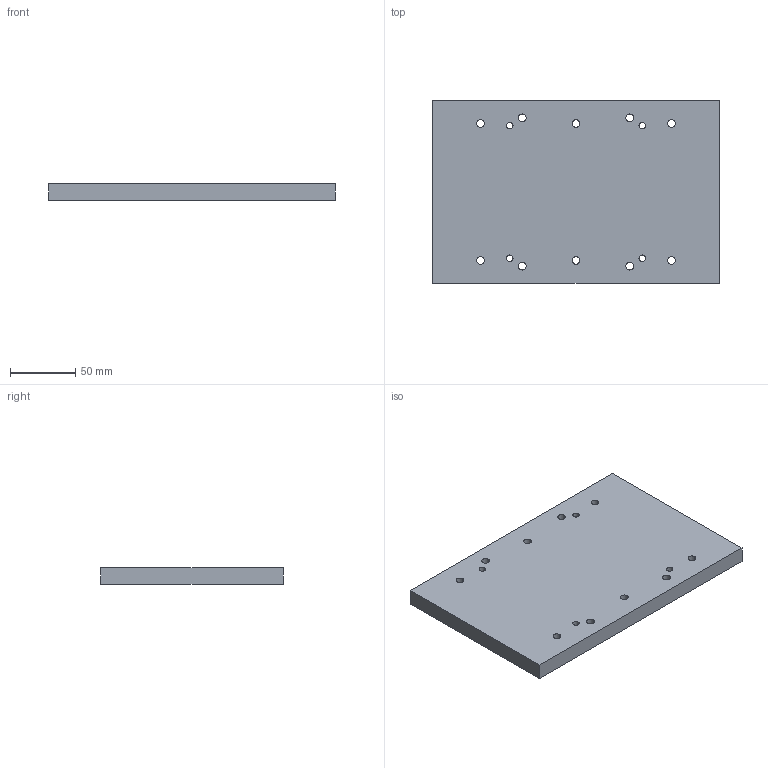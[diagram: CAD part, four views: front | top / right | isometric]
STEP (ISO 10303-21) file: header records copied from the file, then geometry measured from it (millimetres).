
FILE_DESCRIPTION (( 'STEP AP214' ), '1' );
FILE_NAME ('HS_camera_mount2_AP214.STEP', '2022-02-25T19:32:47', ( '' ), ( '' ), 'SwSTEP 2.0', 'SolidWorks 2016', '' );
FILE_SCHEMA (( 'AUTOMOTIVE_DESIGN' ));
Length unit declared in the file: millimetre
Products named in the file (1): HS_camera_mount2_AP214
Bounding box: 220 x 140 x 12.7 mm (x, y, z)
Volume: 384460.6 mm3; surface area: 73741.1 mm2
Topology: 1 solids, 1 shells, 52 faces, 132 edges, 88 vertices
Faces by surface type: cylinder 40, plane 12
Entity records: 1882 total; most frequent: DIRECTION 318, CARTESIAN_POINT 273, ORIENTED_EDGE 264, AXIS2_PLACEMENT_3D 133, EDGE_CURVE 132, VERTEX_POINT 88, EDGE_LOOP 86, CIRCLE 80
